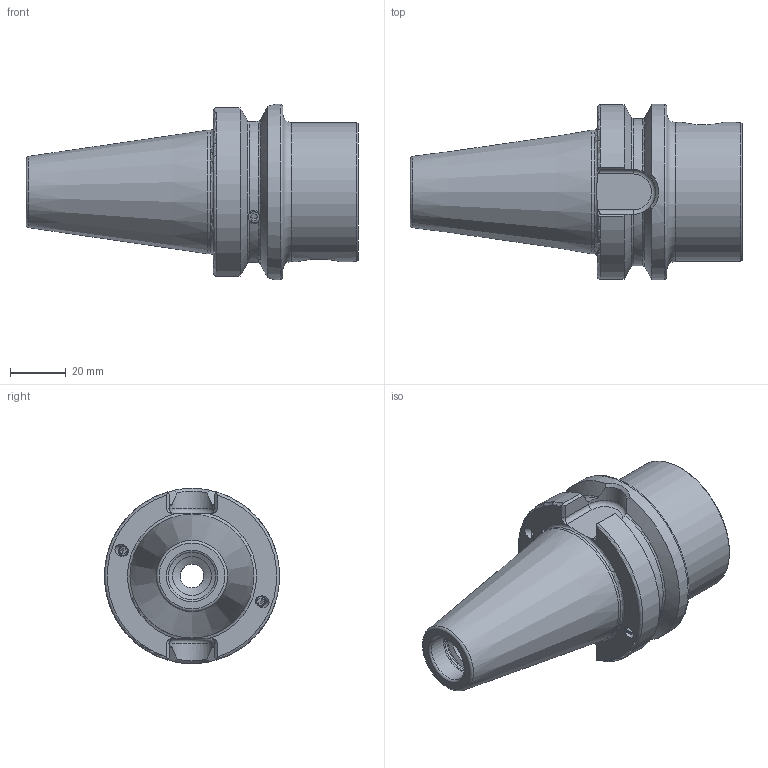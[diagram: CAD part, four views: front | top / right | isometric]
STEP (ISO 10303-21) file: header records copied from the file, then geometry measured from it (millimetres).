
FILE_DESCRIPTION (( 'STEP AP214' ), '1' );
FILE_NAME ('BB4.WH5.K01.054.STEP', '2022-01-17T09:26:32', ( '' ), ( '' ), 'SwSTEP 2.0', 'SolidWorks 2017', '' );
FILE_SCHEMA (( 'AUTOMOTIVE_DESIGN' ));
Length unit declared in the file: millimetre
Products named in the file (5): BB4.WH5.K01.054; WH5-ER1.001.017; ISO 4026 - M5 x 4_PreviewCfg; BB4-WH5.K01.054_C; ISO 4026 - M4 x 3_PreviewCfg
Assembly tree (6 placements, depth 2):
  BB4.WH5.K01.054
    BB4-WH5.K01.054_C
    ISO 4026 - M5 x 4_PreviewCfg
    ISO 4026 - M4 x 3_PreviewCfg  x2
    WH5-ER1.001.017  x2
Bounding box: 119.4 x 63 x 63 mm (x, y, z)
Volume: 159407.7 mm3; surface area: 30988.5 mm2
Topology: 6 solids, 6 shells, 165 faces, 400 edges, 247 vertices
Faces by surface type: plane 75, cylinder 39, cone 29, torus 20, bspline 2
Full cylindrical faces by diameter (mm): 3.3 x2, 4 x2, 4.1 x2, 4.2 x2, 5 x1, 6 x2, 8.5 x1, 11 x2, 12 x2, 14 x1, 17 x1, 17.45 x1, 28 x1, 29 x1, 44.45 x1, 50 x1, 63 x1
Entity records: 4671 total; most frequent: CARTESIAN_POINT 1639, DIRECTION 548, ORIENTED_EDGE 514, EDGE_CURVE 257, AXIS2_PLACEMENT_3D 223, EDGE_LOOP 197, VERTEX_POINT 186, FACE_OUTER_BOUND 164
